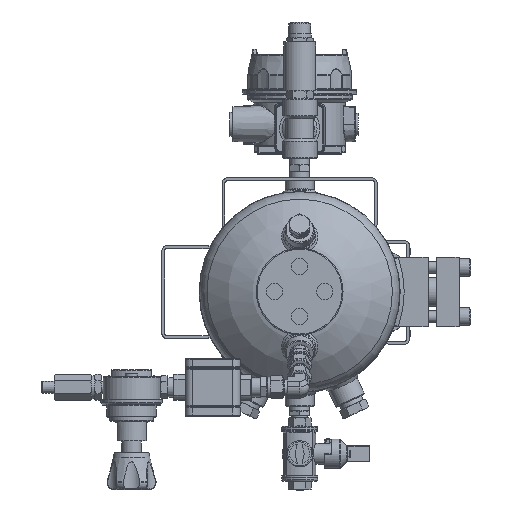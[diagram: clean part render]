
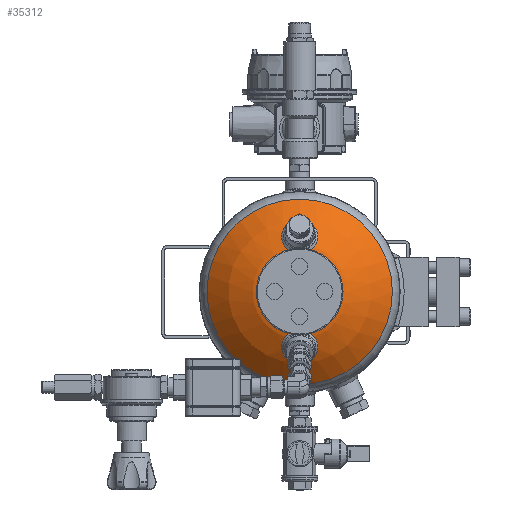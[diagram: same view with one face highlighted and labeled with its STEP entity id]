
A CAD part, top view. The second image highlights one B-rep face of the part: STEP entity #35312.
In plain terms, the highlighted spherical face has radius 140.215 mm.
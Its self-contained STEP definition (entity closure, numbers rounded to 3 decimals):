
#4721=SPHERICAL_SURFACE('',#49589,140.215);
#6663=CIRCLE('',#49590,17.526);
#6664=CIRCLE('',#49591,22.513);
#6665=CIRCLE('',#49592,17.526);
#6666=CIRCLE('',#49593,101.553);
#8621=ORIENTED_EDGE('',*,*,#18668,.T.);
#8622=ORIENTED_EDGE('',*,*,#18669,.T.);
#8623=ORIENTED_EDGE('',*,*,#18670,.T.);
#8624=ORIENTED_EDGE('',*,*,#18671,.F.);
#18668=EDGE_CURVE('',#23704,#23704,#6663,.T.);
#18669=EDGE_CURVE('',#23705,#23705,#6664,.T.);
#18670=EDGE_CURVE('',#23706,#23706,#6665,.T.);
#18671=EDGE_CURVE('',#23707,#23707,#6666,.T.);
#23704=VERTEX_POINT('',#66468);
#23705=VERTEX_POINT('',#66470);
#23706=VERTEX_POINT('',#66472);
#23707=VERTEX_POINT('',#66474);
#27976=EDGE_LOOP('',(#8621));
#27977=EDGE_LOOP('',(#8622));
#27978=EDGE_LOOP('',(#8623));
#27979=EDGE_LOOP('',(#8624));
#31299=FACE_BOUND('',#27976,.T.);
#31300=FACE_BOUND('',#27977,.T.);
#31301=FACE_BOUND('',#27978,.T.);
#31302=FACE_BOUND('',#27979,.T.);
#35312=ADVANCED_FACE('',(#31299,#31300,#31301,#31302),#4721,.T.);
#49589=AXIS2_PLACEMENT_3D('',#66466,#54022,#54023);
#49590=AXIS2_PLACEMENT_3D('',#66467,#54024,#54025);
#49591=AXIS2_PLACEMENT_3D('',#66469,#54026,#54027);
#49592=AXIS2_PLACEMENT_3D('',#66471,#54028,#54029);
#49593=AXIS2_PLACEMENT_3D('',#66473,#54030,#54031);
#54022=DIRECTION('',(0.,0.,-1.));
#54023=DIRECTION('',(-1.,0.,0.));
#54024=DIRECTION('',(-0.435,0.,-0.9));
#54025=DIRECTION('',(-0.9,0.,0.435));
#54026=DIRECTION('',(0.,0.,-1.));
#54027=DIRECTION('',(-1.,0.,0.));
#54028=DIRECTION('',(0.435,0.,-0.9));
#54029=DIRECTION('',(-0.9,0.,-0.435));
#54030=DIRECTION('',(0.,0.,-1.));
#54031=DIRECTION('',(-1.,0.,0.));
#66466=CARTESIAN_POINT('',(0.,0.,-38.615));
#66467=CARTESIAN_POINT('',(60.522,0.,86.646));
#66468=CARTESIAN_POINT('',(44.741,0.,94.27));
#66469=CARTESIAN_POINT('',(0.,0.,99.781));
#66470=CARTESIAN_POINT('',(-22.513,0.,99.781));
#66471=CARTESIAN_POINT('',(-60.522,0.,86.646));
#66472=CARTESIAN_POINT('',(-76.302,0.,79.021));
#66473=CARTESIAN_POINT('',(0.,0.,58.066));
#66474=CARTESIAN_POINT('',(-101.553,0.,58.066));
